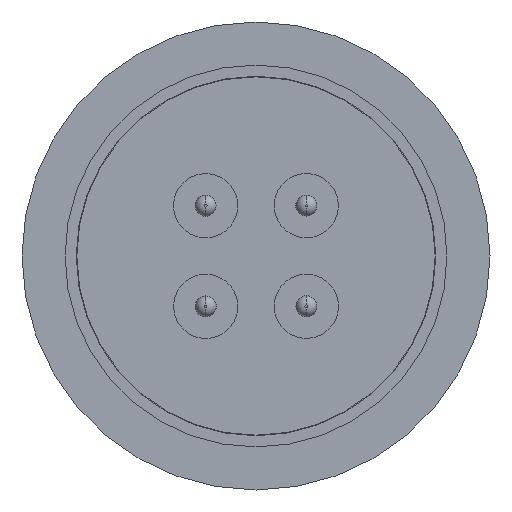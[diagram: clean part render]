
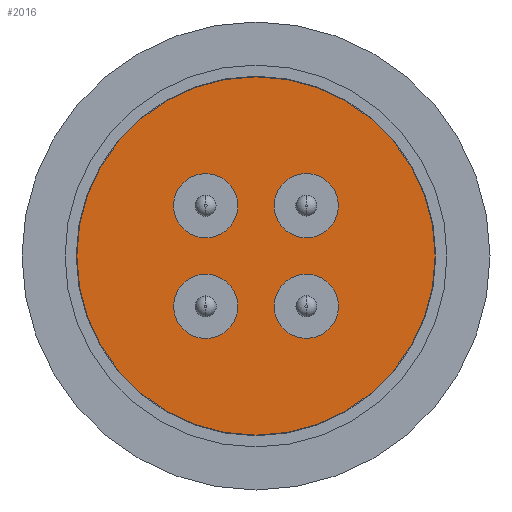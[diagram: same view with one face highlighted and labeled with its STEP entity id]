
A CAD part, front view. The second image highlights one B-rep face of the part: STEP entity #2016.
In plain terms, the highlighted planar face has unit normal (0, -1, 0).
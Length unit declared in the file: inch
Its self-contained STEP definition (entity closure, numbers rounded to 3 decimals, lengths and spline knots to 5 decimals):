
#221 = FACE_BOUND ( 'NONE', #3305, .T. ) ;
#223 = FACE_BOUND ( 'NONE', #3327, .T. ) ;
#225 = FACE_OUTER_BOUND ( 'NONE', #3315, .T. ) ;
#227 = FACE_BOUND ( 'NONE', #3324, .T. ) ;
#229 = FACE_BOUND ( 'NONE', #3325, .T. ) ;
#1917 = DIRECTION ( 'NONE',  ( -1., 0., 0. ) ) ;
#1919 = CARTESIAN_POINT ( 'NONE',  ( 0., 0.39565, 0. ) ) ;
#1921 = PLANE ( 'NONE',  #6284 ) ;
#1923 = DIRECTION ( 'NONE',  ( 0., 1., 0. ) ) ;
#2016 = ADVANCED_FACE ( 'NONE', ( #227, #221, #225, #229, #223 ), #1921, .F. ) ;
#2211 = EDGE_CURVE ( 'NONE', #2901, #2764, #7228, .T. ) ;
#2213 = EDGE_CURVE ( 'NONE', #2761, #2851, #7227, .T. ) ;
#2217 = EDGE_CURVE ( 'NONE', #2794, #3092, #7222, .T. ) ;
#2533 = AXIS2_PLACEMENT_3D ( 'NONE', #6385, #6379, #6378 ) ;
#2534 = AXIS2_PLACEMENT_3D ( 'NONE', #6410, #6422, #6407 ) ;
#2563 = AXIS2_PLACEMENT_3D ( 'NONE', #7583, #7582, #7581 ) ;
#2564 = AXIS2_PLACEMENT_3D ( 'NONE', #7589, #7588, #7586 ) ;
#2565 = AXIS2_PLACEMENT_3D ( 'NONE', #7593, #7592, #7590 ) ;
#2566 = AXIS2_PLACEMENT_3D ( 'NONE', #7598, #7597, #7595 ) ;
#2567 = AXIS2_PLACEMENT_3D ( 'NONE', #7603, #7601, #7600 ) ;
#2583 = ORIENTED_EDGE ( 'NONE', *, *, #3846, .F. ) ;
#2584 = ORIENTED_EDGE ( 'NONE', *, *, #3792, .F. ) ;
#2585 = ORIENTED_EDGE ( 'NONE', *, *, #3795, .F. ) ;
#2586 = ORIENTED_EDGE ( 'NONE', *, *, #3848, .F. ) ;
#2595 = ORIENTED_EDGE ( 'NONE', *, *, #3793, .F. ) ;
#2635 = ORIENTED_EDGE ( 'NONE', *, *, #3794, .F. ) ;
#2658 = ORIENTED_EDGE ( 'NONE', *, *, #2213, .F. ) ;
#2694 = ORIENTED_EDGE ( 'NONE', *, *, #2211, .F. ) ;
#2740 = VERTEX_POINT ( 'NONE', #4693 ) ;
#2761 = VERTEX_POINT ( 'NONE', #4677 ) ;
#2764 = VERTEX_POINT ( 'NONE', #4667 ) ;
#2781 = VERTEX_POINT ( 'NONE', #4650 ) ;
#2794 = VERTEX_POINT ( 'NONE', #4638 ) ;
#2848 = VERTEX_POINT ( 'NONE', #4573 ) ;
#2851 = VERTEX_POINT ( 'NONE', #4570 ) ;
#2901 = VERTEX_POINT ( 'NONE', #4508 ) ;
#2947 = VERTEX_POINT ( 'NONE', #4448 ) ;
#3092 = VERTEX_POINT ( 'NONE', #4352 ) ;
#3305 = EDGE_LOOP ( 'NONE', ( #6097, #2595 ) ) ;
#3315 = EDGE_LOOP ( 'NONE', ( #2585, #2694 ) ) ;
#3324 = EDGE_LOOP ( 'NONE', ( #2658, #2635 ) ) ;
#3325 = EDGE_LOOP ( 'NONE', ( #2586, #2584 ) ) ;
#3327 = EDGE_LOOP ( 'NONE', ( #2583, #6123 ) ) ;
#3791 = EDGE_CURVE ( 'NONE', #2781, #2947, #7184, .T. ) ;
#3792 = EDGE_CURVE ( 'NONE', #2848, #2740, #7183, .T. ) ;
#3793 = EDGE_CURVE ( 'NONE', #3092, #2794, #7182, .T. ) ;
#3794 = EDGE_CURVE ( 'NONE', #2851, #2761, #7181, .T. ) ;
#3795 = EDGE_CURVE ( 'NONE', #2764, #2901, #7180, .T. ) ;
#3846 = EDGE_CURVE ( 'NONE', #2947, #2781, #7130, .T. ) ;
#3848 = EDGE_CURVE ( 'NONE', #2740, #2848, #7136, .T. ) ;
#4352 = CARTESIAN_POINT ( 'NONE',  ( -0.13428, 0.39565, -0.04867 ) ) ;
#4374 = DIRECTION ( 'NONE',  ( 0., 0., -1. ) ) ;
#4375 = DIRECTION ( 'NONE',  ( 0., -1., 0. ) ) ;
#4379 = CARTESIAN_POINT ( 'NONE',  ( 0.13428, 0.39565, 0.13442 ) ) ;
#4394 = DIRECTION ( 'NONE',  ( 1., 0., 0. ) ) ;
#4395 = DIRECTION ( 'NONE',  ( 0., 1., 0. ) ) ;
#4399 = CARTESIAN_POINT ( 'NONE',  ( 0., 0.39565, 0. ) ) ;
#4448 = CARTESIAN_POINT ( 'NONE',  ( 0.13442, 0.39565, -0.22003 ) ) ;
#4508 = CARTESIAN_POINT ( 'NONE',  ( -0.4785, 0.39565, 0. ) ) ;
#4570 = CARTESIAN_POINT ( 'NONE',  ( 0.13428, 0.39565, 0.22017 ) ) ;
#4573 = CARTESIAN_POINT ( 'NONE',  ( -0.13442, 0.39565, 0.22003 ) ) ;
#4638 = CARTESIAN_POINT ( 'NONE',  ( -0.13428, 0.39565, -0.22017 ) ) ;
#4650 = CARTESIAN_POINT ( 'NONE',  ( 0.13442, 0.39565, -0.04853 ) ) ;
#4667 = CARTESIAN_POINT ( 'NONE',  ( 0.4785, 0.39565, 0. ) ) ;
#4677 = CARTESIAN_POINT ( 'NONE',  ( 0.13428, 0.39565, 0.04867 ) ) ;
#4693 = CARTESIAN_POINT ( 'NONE',  ( -0.13442, 0.39565, 0.04853 ) ) ;
#4749 = DIRECTION ( 'NONE',  ( 0., 0., -1. ) ) ;
#4750 = DIRECTION ( 'NONE',  ( 0., -1., 0. ) ) ;
#4751 = CARTESIAN_POINT ( 'NONE',  ( -0.13428, 0.39565, -0.13442 ) ) ;
#6097 = ORIENTED_EDGE ( 'NONE', *, *, #2217, .F. ) ;
#6123 = ORIENTED_EDGE ( 'NONE', *, *, #3791, .F. ) ;
#6140 = AXIS2_PLACEMENT_3D ( 'NONE', #4751, #4750, #4749 ) ;
#6142 = AXIS2_PLACEMENT_3D ( 'NONE', #4379, #4375, #4374 ) ;
#6143 = AXIS2_PLACEMENT_3D ( 'NONE', #4399, #4395, #4394 ) ;
#6284 = AXIS2_PLACEMENT_3D ( 'NONE', #1919, #1923, #1917 ) ;
#6378 = DIRECTION ( 'NONE',  ( 0., 0., -1. ) ) ;
#6379 = DIRECTION ( 'NONE',  ( 0., -1., 0. ) ) ;
#6385 = CARTESIAN_POINT ( 'NONE',  ( -0.13442, 0.39565, 0.13428 ) ) ;
#6407 = DIRECTION ( 'NONE',  ( 0., 0., -1. ) ) ;
#6410 = CARTESIAN_POINT ( 'NONE',  ( 0.13442, 0.39565, -0.13428 ) ) ;
#6422 = DIRECTION ( 'NONE',  ( 0., -1., 0. ) ) ;
#7130 = CIRCLE ( 'NONE', #2534, 0.08575 ) ;
#7136 = CIRCLE ( 'NONE', #2533, 0.08575 ) ;
#7180 = CIRCLE ( 'NONE', #2563, 0.4785 ) ;
#7181 = CIRCLE ( 'NONE', #2564, 0.08575 ) ;
#7182 = CIRCLE ( 'NONE', #2565, 0.08575 ) ;
#7183 = CIRCLE ( 'NONE', #2566, 0.08575 ) ;
#7184 = CIRCLE ( 'NONE', #2567, 0.08575 ) ;
#7222 = CIRCLE ( 'NONE', #6140, 0.08575 ) ;
#7227 = CIRCLE ( 'NONE', #6142, 0.08575 ) ;
#7228 = CIRCLE ( 'NONE', #6143, 0.4785 ) ;
#7581 = DIRECTION ( 'NONE',  ( 1., 0., 0. ) ) ;
#7582 = DIRECTION ( 'NONE',  ( 0., 1., 0. ) ) ;
#7583 = CARTESIAN_POINT ( 'NONE',  ( 0., 0.39565, 0. ) ) ;
#7586 = DIRECTION ( 'NONE',  ( 0., 0., -1. ) ) ;
#7588 = DIRECTION ( 'NONE',  ( 0., -1., 0. ) ) ;
#7589 = CARTESIAN_POINT ( 'NONE',  ( 0.13428, 0.39565, 0.13442 ) ) ;
#7590 = DIRECTION ( 'NONE',  ( 0., 0., -1. ) ) ;
#7592 = DIRECTION ( 'NONE',  ( 0., -1., 0. ) ) ;
#7593 = CARTESIAN_POINT ( 'NONE',  ( -0.13428, 0.39565, -0.13442 ) ) ;
#7595 = DIRECTION ( 'NONE',  ( 0., 0., -1. ) ) ;
#7597 = DIRECTION ( 'NONE',  ( 0., -1., 0. ) ) ;
#7598 = CARTESIAN_POINT ( 'NONE',  ( -0.13442, 0.39565, 0.13428 ) ) ;
#7600 = DIRECTION ( 'NONE',  ( 0., 0., -1. ) ) ;
#7601 = DIRECTION ( 'NONE',  ( 0., -1., 0. ) ) ;
#7603 = CARTESIAN_POINT ( 'NONE',  ( 0.13442, 0.39565, -0.13428 ) ) ;
